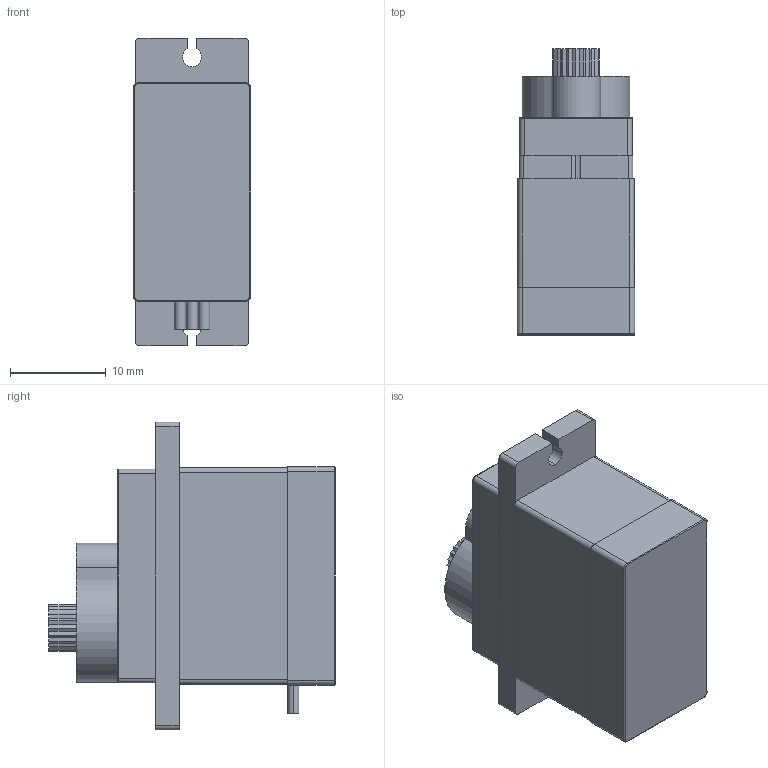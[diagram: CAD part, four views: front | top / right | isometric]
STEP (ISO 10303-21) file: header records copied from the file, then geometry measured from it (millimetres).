
FILE_DESCRIPTION (( 'STEP AP203' ), '1' );
FILE_NAME ('FS09R_Servo_Motor.STEP', '2018-04-03T20:05:23', ( '' ), ( '' ), 'SwSTEP 2.0', 'SolidWorks 2017', '' );
FILE_SCHEMA (( 'CONFIG_CONTROL_DESIGN' ));
Length unit declared in the file: millimetre
Products named in the file (1): FS09R_Servo_Motor
Bounding box: 12.3 x 30 x 32.25 mm (x, y, z)
Volume: 7070.4 mm3; surface area: 2683.4 mm2
Topology: 1 solids, 1 shells, 124 faces, 329 edges, 211 vertices
Faces by surface type: plane 78, cylinder 38, torus 8
Entity records: 3901 total; most frequent: DIRECTION 670, CARTESIAN_POINT 665, ORIENTED_EDGE 658, EDGE_CURVE 329, VECTOR 238, LINE 238, AXIS2_PLACEMENT_3D 216, VERTEX_POINT 211
